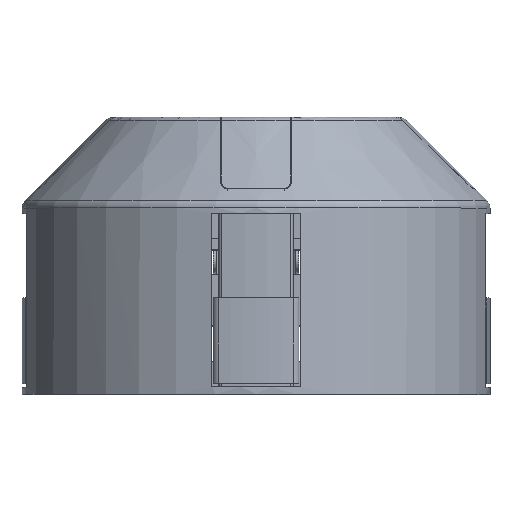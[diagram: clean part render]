
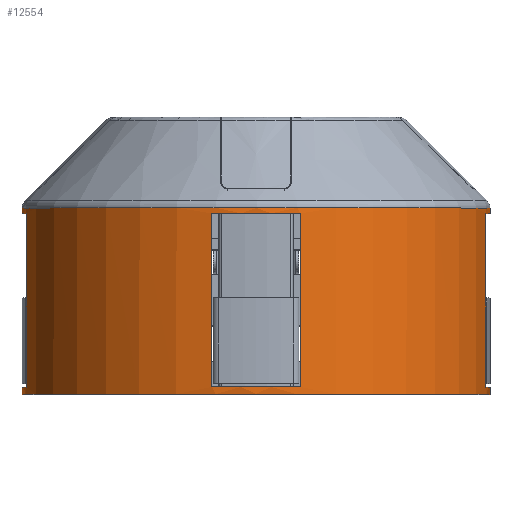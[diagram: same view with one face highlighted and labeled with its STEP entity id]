
A CAD part, top view. The second image highlights one B-rep face of the part: STEP entity #12554.
In plain terms, the highlighted cylindrical face has radius 32.5 mm (diameter 65 mm), a partial arc.
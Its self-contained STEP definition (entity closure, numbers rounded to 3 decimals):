
#2444=CARTESIAN_POINT('',(0.,1.,0.));
#2445=DIRECTION('',(0.,-1.,0.));
#2446=DIRECTION('',(-0.982,0.,0.189));
#2447=AXIS2_PLACEMENT_3D('',#2444,#2445,#2446);
#2519=CARTESIAN_POINT('',(0.,25.1,0.));
#2520=DIRECTION('',(0.,1.,0.));
#2521=DIRECTION('',(-1.,0.,0.));
#2522=AXIS2_PLACEMENT_3D('',#2519,#2520,#2521);
#2603=DIRECTION('',(0.,-1.,0.));
#2604=VECTOR('',#2603,0.779);
#2605=CARTESIAN_POINT('',(-32.5,25.879,0.));
#2606=LINE('',#2605,#2604);
#2611=DIRECTION('',(0.,-1.,0.));
#2612=VECTOR('',#2611,1.);
#2613=CARTESIAN_POINT('',(-32.5,1.,0.));
#2614=LINE('',#2613,#2612);
#2652=CARTESIAN_POINT('',(0.,25.879,0.));
#2653=DIRECTION('',(0.,-1.,0.));
#2654=DIRECTION('',(1.,0.,0.));
#2655=AXIS2_PLACEMENT_3D('',#2652,#2653,#2654);
#2657=CARTESIAN_POINT('',(0.,25.879,0.));
#2658=DIRECTION('',(0.,-1.,0.));
#2659=DIRECTION('',(-1.,0.,0.005));
#2660=AXIS2_PLACEMENT_3D('',#2657,#2658,#2659);
#2677=DIRECTION('',(0.,-1.,0.));
#2678=VECTOR('',#2677,0.779);
#2679=CARTESIAN_POINT('',(32.5,25.879,0.));
#2680=LINE('',#2679,#2678);
#2681=DIRECTION('',(0.,-1.,0.));
#2682=VECTOR('',#2681,24.1);
#2683=CARTESIAN_POINT('',(31.913,25.1,6.15));
#2684=LINE('',#2683,#2682);
#2685=DIRECTION('',(0.,-1.,0.));
#2686=VECTOR('',#2685,1.);
#2687=CARTESIAN_POINT('',(32.5,1.,0.));
#2688=LINE('',#2687,#2686);
#2689=DIRECTION('',(0.,1.,0.));
#2690=VECTOR('',#2689,24.1);
#2691=CARTESIAN_POINT('',(-31.913,1.,6.15));
#2692=LINE('',#2691,#2690);
#2693=DIRECTION('',(0.,-1.,0.));
#2694=VECTOR('',#2693,24.1);
#2695=CARTESIAN_POINT('',(-6.15,25.1,31.913));
#2696=LINE('',#2695,#2694);
#2697=DIRECTION('',(0.,1.,0.));
#2698=VECTOR('',#2697,24.1);
#2699=CARTESIAN_POINT('',(6.15,1.,31.913));
#2700=LINE('',#2699,#2698);
#2732=CARTESIAN_POINT('',(0.,25.1,0.));
#2733=DIRECTION('',(0.,1.,0.));
#2734=DIRECTION('',(0.982,0.,0.189));
#2735=AXIS2_PLACEMENT_3D('',#2732,#2733,#2734);
#2789=CARTESIAN_POINT('',(0.,1.,0.));
#2790=DIRECTION('',(0.,-1.,0.));
#2791=DIRECTION('',(1.,0.,0.));
#2792=AXIS2_PLACEMENT_3D('',#2789,#2790,#2791);
#2897=CARTESIAN_POINT('',(0.,0.,0.));
#2898=DIRECTION('',(0.,1.,0.));
#2899=DIRECTION('',(-1.,0.,0.));
#2900=AXIS2_PLACEMENT_3D('',#2897,#2898,#2899);
#3056=CARTESIAN_POINT('',(0.,1.,0.));
#3057=DIRECTION('',(0.,-1.,0.));
#3058=DIRECTION('',(0.189,0.,0.982));
#3059=AXIS2_PLACEMENT_3D('',#3056,#3057,#3058);
#3121=CARTESIAN_POINT('',(0.,25.1,0.));
#3122=DIRECTION('',(0.,1.,0.));
#3123=DIRECTION('',(-0.189,0.,0.982));
#3124=AXIS2_PLACEMENT_3D('',#3121,#3122,#3123);
#7520=CARTESIAN_POINT('',(32.5,0.,0.));
#7521=CARTESIAN_POINT('',(-32.5,0.,0.));
#7522=VERTEX_POINT('',#7520);
#7523=VERTEX_POINT('',#7521);
#7556=CARTESIAN_POINT('',(-32.5,25.879,0.));
#7558=VERTEX_POINT('',#7556);
#7560=CARTESIAN_POINT('',(32.5,25.879,0.));
#7561=VERTEX_POINT('',#7560);
#7562=CARTESIAN_POINT('',(-32.5,25.1,0.));
#7563=VERTEX_POINT('',#7562);
#7568=CARTESIAN_POINT('',(-32.5,1.,0.));
#7569=VERTEX_POINT('',#7568);
#7570=CARTESIAN_POINT('',(32.5,1.,0.));
#7571=VERTEX_POINT('',#7570);
#7576=CARTESIAN_POINT('',(32.5,25.1,0.));
#7577=VERTEX_POINT('',#7576);
#7858=CARTESIAN_POINT('',(-31.913,25.1,6.15));
#7859=VERTEX_POINT('',#7858);
#7860=CARTESIAN_POINT('',(-31.913,1.,6.15));
#7861=VERTEX_POINT('',#7860);
#7916=CARTESIAN_POINT('',(-32.5,25.879,
0.167));
#7917=VERTEX_POINT('',#7916);
#7918=CARTESIAN_POINT('',(31.913,25.1,6.15));
#7919=VERTEX_POINT('',#7918);
#7920=CARTESIAN_POINT('',(31.913,1.,6.15));
#7921=VERTEX_POINT('',#7920);
#7922=CARTESIAN_POINT('',(-6.15,25.1,31.913));
#7923=CARTESIAN_POINT('',(-6.15,1.,31.913));
#7924=VERTEX_POINT('',#7922);
#7925=VERTEX_POINT('',#7923);
#7926=CARTESIAN_POINT('',(6.15,1.,31.913));
#7927=VERTEX_POINT('',#7926);
#7928=CARTESIAN_POINT('',(6.15,25.1,31.913));
#7929=VERTEX_POINT('',#7928);
#12520=CARTESIAN_POINT('',(0.,40.425,0.));
#12521=DIRECTION('',(0.,-1.,0.));
#12522=DIRECTION('',(-1.,0.,0.));
#12523=AXIS2_PLACEMENT_3D('',#12520,#12521,#12522);
#12524=CYLINDRICAL_SURFACE('',#12523,32.5);
#12525=ORIENTED_EDGE('',*,*,#12504,.F.);
#12526=ORIENTED_EDGE('',*,*,#12502,.F.);
#12527=ORIENTED_EDGE('',*,*,#12452,.T.);
#12529=ORIENTED_EDGE('',*,*,#12528,.F.);
#12531=ORIENTED_EDGE('',*,*,#12530,.T.);
#12533=ORIENTED_EDGE('',*,*,#12532,.F.);
#12534=ORIENTED_EDGE('',*,*,#12444,.T.);
#12536=ORIENTED_EDGE('',*,*,#12535,.F.);
#12537=ORIENTED_EDGE('',*,*,#12440,.F.);
#12538=ORIENTED_EDGE('',*,*,#12166,.F.);
#12539=ORIENTED_EDGE('',*,*,#12051,.T.);
#12540=ORIENTED_EDGE('',*,*,#12247,.F.);
#12541=ORIENTED_EDGE('',*,*,#12435,.F.);
#12542=EDGE_LOOP('',(#12525,#12526,#12527,#12529,#12531,#12533,#12534,#12536,
#12537,#12538,#12539,#12540,#12541));
#12543=FACE_OUTER_BOUND('',#12542,.F.);
#12545=ORIENTED_EDGE('',*,*,#12544,.T.);
#12547=ORIENTED_EDGE('',*,*,#12546,.F.);
#12549=ORIENTED_EDGE('',*,*,#12548,.T.);
#12551=ORIENTED_EDGE('',*,*,#12550,.F.);
#12552=EDGE_LOOP('',(#12545,#12547,#12549,#12551));
#12553=FACE_BOUND('',#12552,.F.);
#12554=ADVANCED_FACE('',(#12543,#12553),#12524,.T.);
#2448=CIRCLE('',#2447,32.5);
#2523=CIRCLE('',#2522,32.5);
#2656=CIRCLE('',#2655,32.5);
#2661=CIRCLE('',#2660,32.5);
#2736=CIRCLE('',#2735,32.5);
#2793=CIRCLE('',#2792,32.5);
#2901=CIRCLE('',#2900,32.5);
#3060=CIRCLE('',#3059,32.5);
#3125=CIRCLE('',#3124,32.5);
#12051=EDGE_CURVE('',#7861,#7859,#2692,.T.);
#12166=EDGE_CURVE('',#7861,#7569,#2448,.T.);
#12247=EDGE_CURVE('',#7563,#7859,#2523,.T.);
#12435=EDGE_CURVE('',#7558,#7563,#2606,.T.);
#12440=EDGE_CURVE('',#7569,#7523,#2614,.T.);
#12444=EDGE_CURVE('',#7571,#7522,#2688,.T.);
#12452=EDGE_CURVE('',#7561,#7577,#2680,.T.);
#12502=EDGE_CURVE('',#7561,#7917,#2656,.T.);
#12504=EDGE_CURVE('',#7917,#7558,#2661,.T.);
#12528=EDGE_CURVE('',#7919,#7577,#2736,.T.);
#12530=EDGE_CURVE('',#7919,#7921,#2684,.T.);
#12532=EDGE_CURVE('',#7571,#7921,#2793,.T.);
#12535=EDGE_CURVE('',#7523,#7522,#2901,.T.);
#12544=EDGE_CURVE('',#7924,#7925,#2696,.T.);
#12546=EDGE_CURVE('',#7927,#7925,#3060,.T.);
#12548=EDGE_CURVE('',#7927,#7929,#2700,.T.);
#12550=EDGE_CURVE('',#7924,#7929,#3125,.T.);
